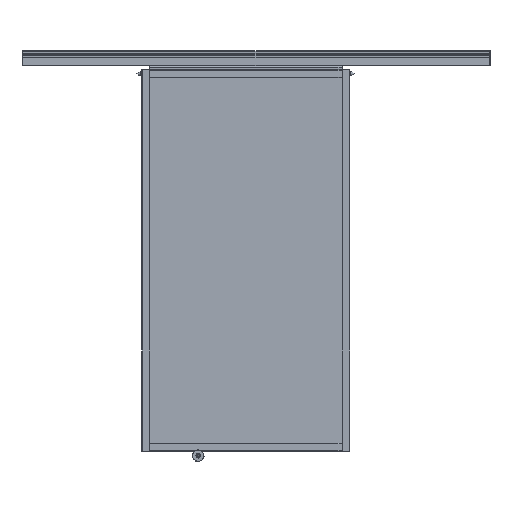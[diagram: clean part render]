
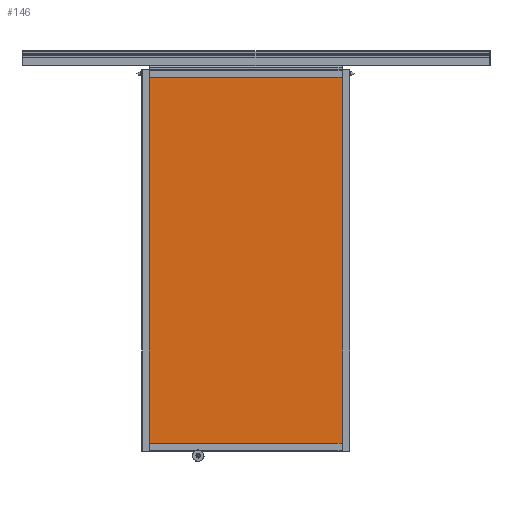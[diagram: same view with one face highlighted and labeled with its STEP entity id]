
A CAD part, front view. The second image highlights one B-rep face of the part: STEP entity #146.
In plain terms, the highlighted planar face has unit normal (0, -1, 0).
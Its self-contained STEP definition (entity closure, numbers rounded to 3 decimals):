
#107=CARTESIAN_POINT('',(0.,-2.0,0.));
#108=DIRECTION('',(0.0,1.0,0.0));
#109=DIRECTION('',(0.0,0.0,1.0));
#110=AXIS2_PLACEMENT_3D('',#107,#108,#109);
#111=PLANE('',#110);
#112=CARTESIAN_POINT('',(-525.,-2.0,-975.0));
#113=VERTEX_POINT('',#112);
#114=CARTESIAN_POINT('',(-525.,-2.0,975.0));
#115=VERTEX_POINT('',#114);
#116=CARTESIAN_POINT('',(-525.,-2.0,-975.0));
#117=DIRECTION('',(0.0,0.0,1.0));
#118=VECTOR('',#117,1950.0);
#119=LINE('',#116,#118);
#120=EDGE_CURVE('',#113,#115,#119,.T.);
#121=ORIENTED_EDGE('',*,*,#120,.F.);
#122=CARTESIAN_POINT('',(525.,-2.0,-975.0));
#123=VERTEX_POINT('',#122);
#124=CARTESIAN_POINT('',(525.,-2.0,-975.0));
#125=DIRECTION('',(-1.0,0.0,0.0));
#126=VECTOR('',#125,1050.);
#127=LINE('',#124,#126);
#128=EDGE_CURVE('',#123,#113,#127,.T.);
#129=ORIENTED_EDGE('',*,*,#128,.F.);
#130=CARTESIAN_POINT('',(525.,-2.0,975.));
#131=VERTEX_POINT('',#130);
#132=CARTESIAN_POINT('',(525.,-2.0,975.));
#133=DIRECTION('',(0.0,0.0,-1.0));
#134=VECTOR('',#133,1950.0);
#135=LINE('',#132,#134);
#136=EDGE_CURVE('',#131,#123,#135,.T.);
#137=ORIENTED_EDGE('',*,*,#136,.F.);
#138=CARTESIAN_POINT('',(-525.,-2.0,975.0));
#139=DIRECTION('',(1.0,0.0,0.0));
#140=VECTOR('',#139,1050.0);
#141=LINE('',#138,#140);
#142=EDGE_CURVE('',#115,#131,#141,.T.);
#143=ORIENTED_EDGE('',*,*,#142,.F.);
#144=EDGE_LOOP('',(#121,#129,#137,#143));
#145=FACE_OUTER_BOUND('',#144,.T.);
#146=ADVANCED_FACE('',(#145),#111,.F.);
